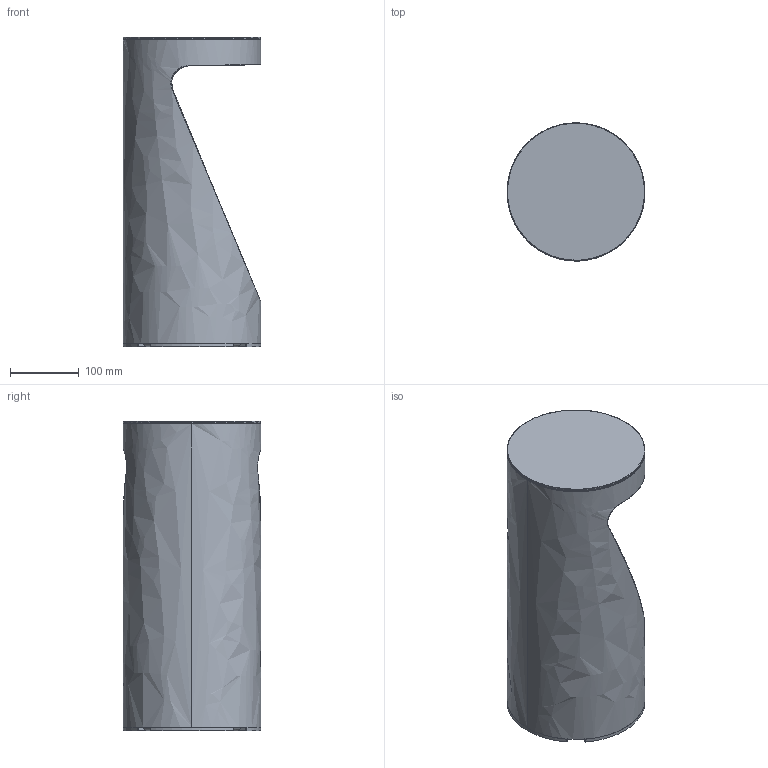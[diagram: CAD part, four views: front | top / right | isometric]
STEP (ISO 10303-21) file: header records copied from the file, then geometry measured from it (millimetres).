
FILE_DESCRIPTION(/* description */ (''),/* implementation_level */ '2;1');
FILE_NAME(/* name */ 'IPPOLITO 45',/* time_stamp */ '2018-01-24T12:16:30+01:00',/* author */ (''),/* organization */ (''),/* preprocessor_version */ 'ST-DEVELOPER v15',/* originating_system */ '',/* authorisation */ '');
FILE_SCHEMA (('CONFIG_CONTROL_DESIGN'));
Length unit declared in the file: millimetre
Products named in the file (1): Document
Bounding box: 200 x 200 x 450 mm (x, y, z)
Volume: 264934 mm3; surface area: 424290.4 mm2
Topology: 3 solids, 4 shells, 120 faces, 334 edges, 219 vertices
Faces by surface type: bspline 79, plane 41
Entity records: 5424 total; most frequent: CARTESIAN_POINT 3449, ORIENTED_EDGE 636, EDGE_CURVE 332, VERTEX_POINT 219, B_SPLINE_CURVE_WITH_KNOTS 167, EDGE_LOOP 137, ADVANCED_FACE 120, FACE_OUTER_BOUND 120
